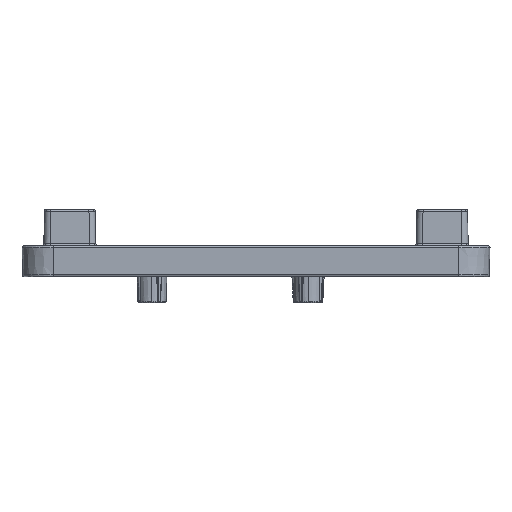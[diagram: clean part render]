
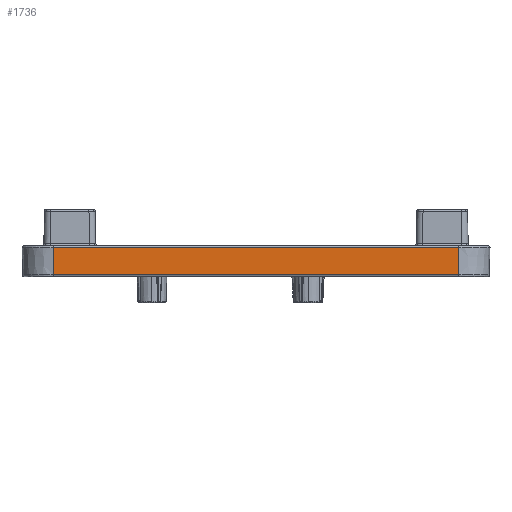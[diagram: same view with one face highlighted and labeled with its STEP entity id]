
A CAD part, front view. The second image highlights one B-rep face of the part: STEP entity #1736.
In plain terms, the highlighted planar face has unit normal (0, -1, -0.018).
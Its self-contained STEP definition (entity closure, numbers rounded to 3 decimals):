
#255 = VERTEX_POINT ( 'NONE', #2987 ) ;
#374 = ORIENTED_EDGE ( 'NONE', *, *, #1776, .T. ) ;
#566 = VECTOR ( 'NONE', #10659, 1000. ) ;
#658 = CARTESIAN_POINT ( 'NONE',  ( -19.5, -22.451, 0.197 ) ) ;
#728 = ORIENTED_EDGE ( 'NONE', *, *, #1801, .F. ) ;
#763 = LINE ( 'NONE', #10817, #566 ) ;
#1393 = EDGE_CURVE ( 'NONE', #9149, #2726, #3462, .T. ) ;
#1574 = ORIENTED_EDGE ( 'NONE', *, *, #1393, .F. ) ;
#1736 = ADVANCED_FACE ( 'NONE', ( #2278 ), #8216, .T. ) ;
#1776 = EDGE_CURVE ( 'NONE', #255, #2726, #2388, .T. ) ;
#1783 = VECTOR ( 'NONE', #7592, 1000. ) ;
#1795 = CARTESIAN_POINT ( 'NONE',  ( 19.5, -22.496, 2.797 ) ) ;
#1801 = EDGE_CURVE ( 'NONE', #3617, #9149, #1809, .T. ) ;
#1809 = LINE ( 'NONE', #6910, #1783 ) ;
#2000 = EDGE_CURVE ( 'NONE', #3617, #255, #763, .T. ) ;
#2118 = VECTOR ( 'NONE', #7681, 1000. ) ;
#2278 = FACE_OUTER_BOUND ( 'NONE', #4712, .T. ) ;
#2388 = LINE ( 'NONE', #7555, #2118 ) ;
#2726 = VERTEX_POINT ( 'NONE', #658 ) ;
#2987 = CARTESIAN_POINT ( 'NONE',  ( -19.5, -22.496, 2.797 ) ) ;
#3387 = VECTOR ( 'NONE', #7879, 1000. ) ;
#3462 = LINE ( 'NONE', #10961, #3387 ) ;
#3617 = VERTEX_POINT ( 'NONE', #1795 ) ;
#4712 = EDGE_LOOP ( 'NONE', ( #728, #6331, #374, #1574 ) ) ;
#6331 = ORIENTED_EDGE ( 'NONE', *, *, #2000, .T. ) ;
#6910 = CARTESIAN_POINT ( 'NONE',  ( 19.5, -8732.525, 499000. ) ) ;
#6939 = CARTESIAN_POINT ( 'NONE',  ( 19.5, -22.451, 0.197 ) ) ;
#7555 = CARTESIAN_POINT ( 'NONE',  ( -19.5, -22.5, 3. ) ) ;
#7592 = DIRECTION ( 'NONE',  ( 0., 0.017, -1. ) ) ;
#7681 = DIRECTION ( 'NONE',  ( 0., 0.017, -1. ) ) ;
#7844 = AXIS2_PLACEMENT_3D ( 'NONE', #8489, #8153, #8140 ) ;
#7879 = DIRECTION ( 'NONE',  ( -1., 0., 0. ) ) ;
#8140 = DIRECTION ( 'NONE',  ( 0., 0.017, -1. ) ) ;
#8153 = DIRECTION ( 'NONE',  ( 0., -1., -0.017 ) ) ;
#8216 = PLANE ( 'NONE',  #7844 ) ;
#8489 = CARTESIAN_POINT ( 'NONE',  ( 0., -22.5, 3. ) ) ;
#9149 = VERTEX_POINT ( 'NONE', #6939 ) ;
#10659 = DIRECTION ( 'NONE',  ( -1., 0., 0. ) ) ;
#10817 = CARTESIAN_POINT ( 'NONE',  ( 0., -22.496, 2.797 ) ) ;
#10961 = CARTESIAN_POINT ( 'NONE',  ( 0., -22.451, 0.197 ) ) ;
